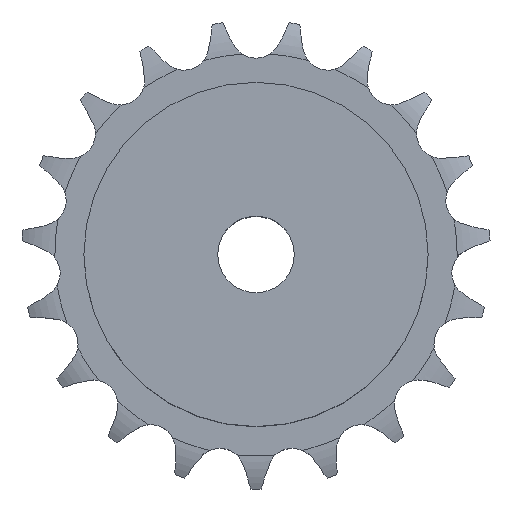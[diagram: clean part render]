
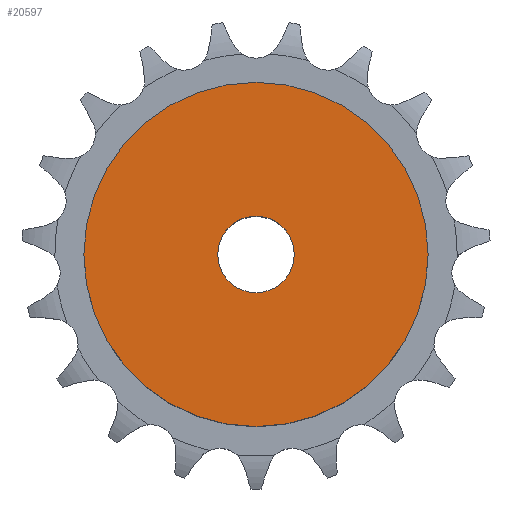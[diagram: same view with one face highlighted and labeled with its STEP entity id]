
A CAD part, top view. The second image highlights one B-rep face of the part: STEP entity #20597.
In plain terms, the highlighted planar face has unit normal (0, 0, 1).
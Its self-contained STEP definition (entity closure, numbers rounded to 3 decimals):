
#2811 = CYLINDRICAL_SURFACE('',#2812,22.5);
#2812 = AXIS2_PLACEMENT_3D('',#2813,#2814,#2815);
#2813 = CARTESIAN_POINT('',(0.,0.,0.));
#2814 = DIRECTION('',(-0.,-0.,-1.));
#2815 = DIRECTION('',(1.,0.,0.));
#13210 = VERTEX_POINT('',#13211);
#13211 = CARTESIAN_POINT('',(22.5,0.,28.));
#13232 = EDGE_CURVE('',#13210,#13210,#13233,.T.);
#13233 = SURFACE_CURVE('',#13234,(#13239,#13246),.PCURVE_S1.);
#13234 = CIRCLE('',#13235,22.5);
#13235 = AXIS2_PLACEMENT_3D('',#13236,#13237,#13238);
#13236 = CARTESIAN_POINT('',(0.,0.,28.));
#13237 = DIRECTION('',(0.,0.,1.));
#13238 = DIRECTION('',(1.,0.,0.));
#13239 = PCURVE('',#2811,#13240);
#13240 = DEFINITIONAL_REPRESENTATION('',(#13241),#13245);
#13241 = LINE('',#13242,#13243);
#13242 = CARTESIAN_POINT('',(-0.,-28.));
#13243 = VECTOR('',#13244,1.);
#13244 = DIRECTION('',(-1.,0.));
#13245 = ( GEOMETRIC_REPRESENTATION_CONTEXT(2) 
PARAMETRIC_REPRESENTATION_CONTEXT() REPRESENTATION_CONTEXT('2D SPACE',''
  ) );
#13246 = PCURVE('',#13247,#13252);
#13247 = PLANE('',#13248);
#13248 = AXIS2_PLACEMENT_3D('',#13249,#13250,#13251);
#13249 = CARTESIAN_POINT('',(0.,0.,28.)
  );
#13250 = DIRECTION('',(0.,0.,1.));
#13251 = DIRECTION('',(1.,0.,0.));
#13252 = DEFINITIONAL_REPRESENTATION('',(#13253),#13257);
#13253 = CIRCLE('',#13254,22.5);
#13254 = AXIS2_PLACEMENT_2D('',#13255,#13256);
#13255 = CARTESIAN_POINT('',(0.,0.));
#13256 = DIRECTION('',(1.,0.));
#13257 = ( GEOMETRIC_REPRESENTATION_CONTEXT(2) 
PARAMETRIC_REPRESENTATION_CONTEXT() REPRESENTATION_CONTEXT('2D SPACE',''
  ) );
#17544 = CYLINDRICAL_SURFACE('',#17545,5.);
#17545 = AXIS2_PLACEMENT_3D('',#17546,#17547,#17548);
#17546 = CARTESIAN_POINT('',(0.,0.,99.866));
#17547 = DIRECTION('',(0.,0.,1.));
#17548 = DIRECTION('',(1.,0.,0.));
#20597 = ADVANCED_FACE('',(#20598,#20601),#13247,.T.);
#20598 = FACE_BOUND('',#20599,.T.);
#20599 = EDGE_LOOP('',(#20600));
#20600 = ORIENTED_EDGE('',*,*,#13232,.T.);
#20601 = FACE_BOUND('',#20602,.T.);
#20602 = EDGE_LOOP('',(#20603));
#20603 = ORIENTED_EDGE('',*,*,#20604,.F.);
#20604 = EDGE_CURVE('',#20605,#20605,#20607,.T.);
#20605 = VERTEX_POINT('',#20606);
#20606 = CARTESIAN_POINT('',(5.,0.,28.));
#20607 = SURFACE_CURVE('',#20608,(#20613,#20620),.PCURVE_S1.);
#20608 = CIRCLE('',#20609,5.);
#20609 = AXIS2_PLACEMENT_3D('',#20610,#20611,#20612);
#20610 = CARTESIAN_POINT('',(0.,0.,28.));
#20611 = DIRECTION('',(0.,0.,1.));
#20612 = DIRECTION('',(1.,0.,0.));
#20613 = PCURVE('',#13247,#20614);
#20614 = DEFINITIONAL_REPRESENTATION('',(#20615),#20619);
#20615 = CIRCLE('',#20616,5.);
#20616 = AXIS2_PLACEMENT_2D('',#20617,#20618);
#20617 = CARTESIAN_POINT('',(0.,0.));
#20618 = DIRECTION('',(1.,0.));
#20619 = ( GEOMETRIC_REPRESENTATION_CONTEXT(2) 
PARAMETRIC_REPRESENTATION_CONTEXT() REPRESENTATION_CONTEXT('2D SPACE',''
  ) );
#20620 = PCURVE('',#17544,#20621);
#20621 = DEFINITIONAL_REPRESENTATION('',(#20622),#20626);
#20622 = LINE('',#20623,#20624);
#20623 = CARTESIAN_POINT('',(0.,-71.866));
#20624 = VECTOR('',#20625,1.);
#20625 = DIRECTION('',(1.,0.));
#20626 = ( GEOMETRIC_REPRESENTATION_CONTEXT(2) 
PARAMETRIC_REPRESENTATION_CONTEXT() REPRESENTATION_CONTEXT('2D SPACE',''
  ) );
